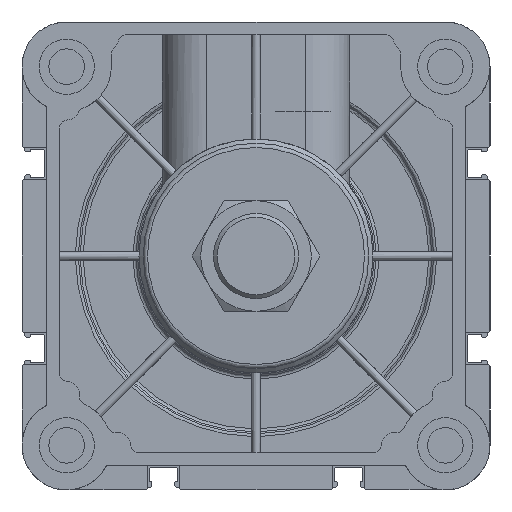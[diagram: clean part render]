
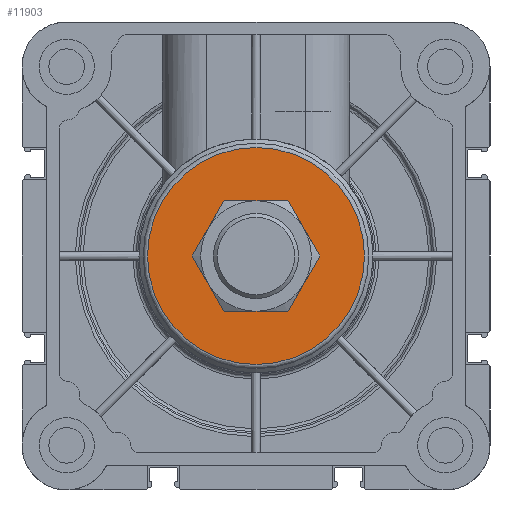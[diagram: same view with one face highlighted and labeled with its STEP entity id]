
A CAD part, left-side view. The second image highlights one B-rep face of the part: STEP entity #11903.
In plain terms, the highlighted planar face has unit normal (-1, 0, 0).
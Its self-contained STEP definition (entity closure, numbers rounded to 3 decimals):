
#1159=CIRCLE('',#13152,12.5);
#1160=CIRCLE('',#13153,25.5);
#3793=ORIENTED_EDGE('',*,*,#6254,.F.);
#3794=ORIENTED_EDGE('',*,*,#6255,.T.);
#6254=EDGE_CURVE('',#7550,#7550,#1159,.F.);
#6255=EDGE_CURVE('',#7551,#7551,#1160,.T.);
#7550=VERTEX_POINT('',#20705);
#7551=VERTEX_POINT('',#20707);
#9950=EDGE_LOOP('',(#3793));
#9951=EDGE_LOOP('',(#3794));
#10772=FACE_BOUND('',#9950,.T.);
#10773=FACE_BOUND('',#9951,.T.);
#11330=PLANE('',#13151);
#11903=ADVANCED_FACE('',(#10772,#10773),#11330,.F.);
#13151=AXIS2_PLACEMENT_3D('',#20703,#16218,#16219);
#13152=AXIS2_PLACEMENT_3D('',#20704,#16220,#16221);
#13153=AXIS2_PLACEMENT_3D('',#20706,#16222,#16223);
#16218=DIRECTION('',(1.,0.,0.));
#16219=DIRECTION('',(0.,0.,-1.));
#16220=DIRECTION('',(1.,0.,0.));
#16221=DIRECTION('',(0.,0.,-1.));
#16222=DIRECTION('',(-1.,0.,0.));
#16223=DIRECTION('',(0.,0.,1.));
#20703=CARTESIAN_POINT('',(-36.,0.,25.5));
#20704=CARTESIAN_POINT('',(-36.,0.,0.));
#20705=CARTESIAN_POINT('',(-36.,0.,-12.5));
#20706=CARTESIAN_POINT('',(-36.,0.,0.));
#20707=CARTESIAN_POINT('',(-36.,0.,25.5));
